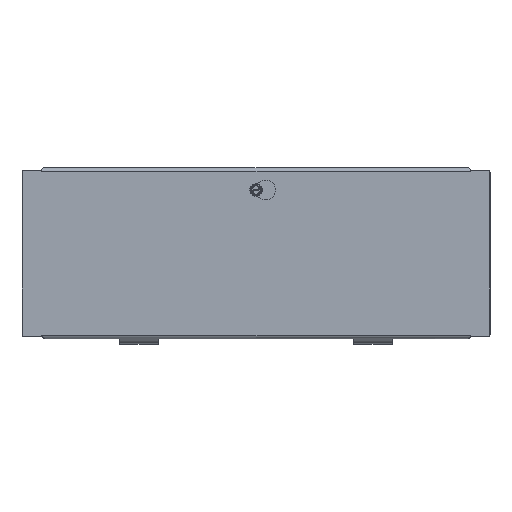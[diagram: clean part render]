
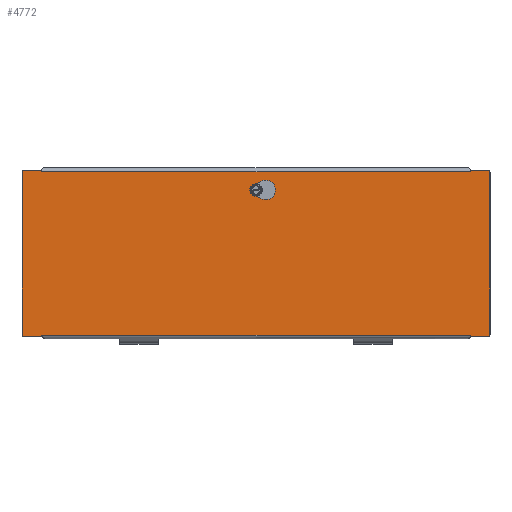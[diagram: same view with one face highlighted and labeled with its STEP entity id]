
A CAD part, top view. The second image highlights one B-rep face of the part: STEP entity #4772.
In plain terms, the highlighted planar face has unit normal (0, 0, 1).
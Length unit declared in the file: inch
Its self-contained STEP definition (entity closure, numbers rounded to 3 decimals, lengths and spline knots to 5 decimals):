
#399=LINE('',#7493,#848);
#403=LINE('',#7505,#852);
#406=LINE('',#7512,#855);
#408=LINE('',#7518,#857);
#411=LINE('',#7525,#860);
#415=LINE('',#7532,#864);
#417=LINE('',#7536,#866);
#418=LINE('',#7538,#867);
#419=LINE('',#7540,#868);
#420=LINE('',#7542,#869);
#421=LINE('',#7544,#870);
#422=LINE('',#7546,#871);
#423=LINE('',#7548,#872);
#424=LINE('',#7550,#873);
#425=LINE('',#7552,#874);
#426=LINE('',#7553,#875);
#427=LINE('',#7555,#876);
#428=LINE('',#7557,#877);
#429=LINE('',#7559,#878);
#430=LINE('',#7561,#879);
#431=LINE('',#7563,#880);
#432=LINE('',#7564,#881);
#848=VECTOR('',#5983,0.21651);
#852=VECTOR('',#5995,0.21651);
#855=VECTOR('',#6006,11.);
#857=VECTOR('',#6014,0.0002);
#860=VECTOR('',#6019,0.03145);
#864=VECTOR('',#6025,0.0002);
#866=VECTOR('',#6029,0.0002);
#867=VECTOR('',#6030,0.0002);
#868=VECTOR('',#6031,0.03145);
#869=VECTOR('',#6032,0.4998);
#870=VECTOR('',#6033,4.255);
#871=VECTOR('',#6034,0.4998);
#872=VECTOR('',#6035,0.03145);
#873=VECTOR('',#6036,0.0002);
#874=VECTOR('',#6037,0.0002);
#875=VECTOR('',#6038,11.);
#876=VECTOR('',#6039,0.0002);
#877=VECTOR('',#6040,0.0002);
#878=VECTOR('',#6041,0.03145);
#879=VECTOR('',#6042,0.4998);
#880=VECTOR('',#6043,4.255);
#881=VECTOR('',#6044,0.4998);
#1131=PLANE('',#5111);
#1246=FACE_BOUND('',#1740,.T.);
#1423=FACE_OUTER_BOUND('',#1739,.T.);
#1739=EDGE_LOOP('',(#3825,#3826,#3827,#3828,#3829,#3830,#3831,#3832,#3833,
#3834,#3835,#3836,#3837,#3838,#3839,#3840,#3841,#3842,#3843,#3844));
#1740=EDGE_LOOP('',(#3845,#3846,#3847,#3848));
#1976=CIRCLE('',#5100,0.25);
#1978=CIRCLE('',#5104,0.125);
#2252=VERTEX_POINT('',#7328);
#2274=VERTEX_POINT('',#7441);
#2277=VERTEX_POINT('',#7454);
#2288=VERTEX_POINT('',#7490);
#2289=VERTEX_POINT('',#7492);
#2291=VERTEX_POINT('',#7498);
#2293=VERTEX_POINT('',#7504);
#2294=VERTEX_POINT('',#7517);
#2296=VERTEX_POINT('',#7523);
#2297=VERTEX_POINT('',#7524);
#2300=VERTEX_POINT('',#7535);
#2301=VERTEX_POINT('',#7537);
#2302=VERTEX_POINT('',#7539);
#2303=VERTEX_POINT('',#7541);
#2304=VERTEX_POINT('',#7543);
#2305=VERTEX_POINT('',#7545);
#2306=VERTEX_POINT('',#7547);
#2307=VERTEX_POINT('',#7549);
#2308=VERTEX_POINT('',#7551);
#2309=VERTEX_POINT('',#7554);
#2310=VERTEX_POINT('',#7556);
#2311=VERTEX_POINT('',#7558);
#2312=VERTEX_POINT('',#7560);
#2313=VERTEX_POINT('',#7562);
#2829=EDGE_CURVE('',#2289,#2288,#399,.T.);
#2832=EDGE_CURVE('',#2291,#2289,#1976,.T.);
#2835=EDGE_CURVE('',#2293,#2291,#403,.T.);
#2838=EDGE_CURVE('',#2288,#2293,#1978,.T.);
#2840=EDGE_CURVE('',#2252,#2277,#406,.T.);
#2842=EDGE_CURVE('',#2294,#2252,#408,.T.);
#2845=EDGE_CURVE('',#2296,#2297,#411,.T.);
#2849=EDGE_CURVE('',#2297,#2294,#415,.T.);
#2851=EDGE_CURVE('',#2277,#2300,#417,.T.);
#2852=EDGE_CURVE('',#2300,#2301,#418,.T.);
#2853=EDGE_CURVE('',#2301,#2302,#419,.T.);
#2854=EDGE_CURVE('',#2303,#2302,#420,.T.);
#2855=EDGE_CURVE('',#2304,#2303,#421,.T.);
#2856=EDGE_CURVE('',#2305,#2304,#422,.T.);
#2857=EDGE_CURVE('',#2305,#2306,#423,.T.);
#2858=EDGE_CURVE('',#2306,#2307,#424,.T.);
#2859=EDGE_CURVE('',#2307,#2308,#425,.T.);
#2860=EDGE_CURVE('',#2308,#2274,#426,.T.);
#2861=EDGE_CURVE('',#2274,#2309,#427,.T.);
#2862=EDGE_CURVE('',#2309,#2310,#428,.T.);
#2863=EDGE_CURVE('',#2310,#2311,#429,.T.);
#2864=EDGE_CURVE('',#2312,#2311,#430,.T.);
#2865=EDGE_CURVE('',#2313,#2312,#431,.T.);
#2866=EDGE_CURVE('',#2296,#2313,#432,.T.);
#3825=ORIENTED_EDGE('',*,*,#2845,.T.);
#3826=ORIENTED_EDGE('',*,*,#2849,.T.);
#3827=ORIENTED_EDGE('',*,*,#2842,.T.);
#3828=ORIENTED_EDGE('',*,*,#2840,.T.);
#3829=ORIENTED_EDGE('',*,*,#2851,.T.);
#3830=ORIENTED_EDGE('',*,*,#2852,.T.);
#3831=ORIENTED_EDGE('',*,*,#2853,.T.);
#3832=ORIENTED_EDGE('',*,*,#2854,.F.);
#3833=ORIENTED_EDGE('',*,*,#2855,.F.);
#3834=ORIENTED_EDGE('',*,*,#2856,.F.);
#3835=ORIENTED_EDGE('',*,*,#2857,.T.);
#3836=ORIENTED_EDGE('',*,*,#2858,.T.);
#3837=ORIENTED_EDGE('',*,*,#2859,.T.);
#3838=ORIENTED_EDGE('',*,*,#2860,.T.);
#3839=ORIENTED_EDGE('',*,*,#2861,.T.);
#3840=ORIENTED_EDGE('',*,*,#2862,.T.);
#3841=ORIENTED_EDGE('',*,*,#2863,.T.);
#3842=ORIENTED_EDGE('',*,*,#2864,.F.);
#3843=ORIENTED_EDGE('',*,*,#2865,.F.);
#3844=ORIENTED_EDGE('',*,*,#2866,.F.);
#3845=ORIENTED_EDGE('',*,*,#2829,.T.);
#3846=ORIENTED_EDGE('',*,*,#2838,.T.);
#3847=ORIENTED_EDGE('',*,*,#2835,.T.);
#3848=ORIENTED_EDGE('',*,*,#2832,.T.);
#4772=ADVANCED_FACE('',(#1423,#1246),#1131,.T.);
#5100=AXIS2_PLACEMENT_3D('',#7499,#5989,#5990);
#5104=AXIS2_PLACEMENT_3D('',#7509,#6001,#6002);
#5111=AXIS2_PLACEMENT_3D('',#7534,#6027,#6028);
#5983=DIRECTION('',(0.866,-0.5,0.));
#5989=DIRECTION('center_axis',(0.,0.,-1.));
#5990=DIRECTION('ref_axis',(0.5,0.866,0.));
#5995=DIRECTION('',(-0.866,-0.5,0.));
#6001=DIRECTION('center_axis',(0.,0.,-1.));
#6002=DIRECTION('ref_axis',(0.5,-0.866,0.));
#6006=DIRECTION('',(-1.,0.,0.));
#6014=DIRECTION('',(0.,1.,0.));
#6019=DIRECTION('',(0.,-1.,0.));
#6025=DIRECTION('',(-1.,0.,0.));
#6027=DIRECTION('center_axis',(0.,0.,1.));
#6028=DIRECTION('ref_axis',(1.,0.,0.));
#6029=DIRECTION('',(0.,-1.,0.));
#6030=DIRECTION('',(-1.,0.,0.));
#6031=DIRECTION('',(0.,1.,0.));
#6032=DIRECTION('',(1.,0.,0.));
#6033=DIRECTION('',(0.,1.,0.));
#6034=DIRECTION('',(-1.,0.,0.));
#6035=DIRECTION('',(0.,1.,0.));
#6036=DIRECTION('',(1.,0.,0.));
#6037=DIRECTION('',(0.,-1.,0.));
#6038=DIRECTION('',(1.,0.,0.));
#6039=DIRECTION('',(0.,1.,0.));
#6040=DIRECTION('',(1.,0.,0.));
#6041=DIRECTION('',(0.,-1.,0.));
#6042=DIRECTION('',(-1.,0.,0.));
#6043=DIRECTION('',(0.,-1.,0.));
#6044=DIRECTION('',(1.,0.,0.));
#7328=CARTESIAN_POINT('',(11.5,4.22375,0.0625));
#7441=CARTESIAN_POINT('',(11.5,0.03125,0.0625));
#7454=CARTESIAN_POINT('',(0.5,4.22375,0.0625));
#7490=CARTESIAN_POINT('',(6.0625,0.60897,0.0625));
#7492=CARTESIAN_POINT('',(5.875,0.71722,0.0625));
#7493=CARTESIAN_POINT('',(5.71029,0.81232,0.0625));
#7498=CARTESIAN_POINT('',(5.875,0.28421,0.0625));
#7499=CARTESIAN_POINT('Origin',(5.75,0.50072,0.0625));
#7504=CARTESIAN_POINT('',(6.0625,0.39246,0.0625));
#7505=CARTESIAN_POINT('',(6.32096,0.54168,0.0625));
#7509=CARTESIAN_POINT('Origin',(6.,0.50072,0.0625));
#7512=CARTESIAN_POINT('',(8.75,4.22375,0.0625));
#7517=CARTESIAN_POINT('',(11.5,4.22355,0.0625));
#7518=CARTESIAN_POINT('',(11.5,3.17553,0.0625));
#7523=CARTESIAN_POINT('',(11.5002,4.255,0.0625));
#7524=CARTESIAN_POINT('',(11.5002,4.22355,0.0625));
#7525=CARTESIAN_POINT('',(11.5002,3.19125,0.0625));
#7532=CARTESIAN_POINT('',(8.7501,4.22355,0.0625));
#7534=CARTESIAN_POINT('Origin',(6.,2.1275,0.0625));
#7535=CARTESIAN_POINT('',(0.5,4.22355,0.0625));
#7536=CARTESIAN_POINT('',(0.5,3.19125,0.0625));
#7537=CARTESIAN_POINT('',(0.4998,4.22355,0.0625));
#7538=CARTESIAN_POINT('',(3.25,4.22355,0.0625));
#7539=CARTESIAN_POINT('',(0.4998,4.255,0.0625));
#7540=CARTESIAN_POINT('',(0.4998,3.17553,0.0625));
#7541=CARTESIAN_POINT('',(0.,4.255,0.0625));
#7542=CARTESIAN_POINT('',(12.,4.255,0.0625));
#7543=CARTESIAN_POINT('',(0.,0.,0.0625));
#7544=CARTESIAN_POINT('',(0.,4.255,0.0625));
#7545=CARTESIAN_POINT('',(0.4998,0.,0.0625));
#7546=CARTESIAN_POINT('',(0.,0.,0.0625));
#7547=CARTESIAN_POINT('',(0.4998,0.03145,0.0625));
#7548=CARTESIAN_POINT('',(0.4998,1.06375,0.0625));
#7549=CARTESIAN_POINT('',(0.5,0.03145,0.0625));
#7550=CARTESIAN_POINT('',(3.2499,0.03145,0.0625));
#7551=CARTESIAN_POINT('',(0.5,0.03125,0.0625));
#7552=CARTESIAN_POINT('',(0.5,1.07948,0.0625));
#7553=CARTESIAN_POINT('',(3.25,0.03125,0.0625));
#7554=CARTESIAN_POINT('',(11.5,0.03145,0.0625));
#7555=CARTESIAN_POINT('',(11.5,1.06375,0.0625));
#7556=CARTESIAN_POINT('',(11.5002,0.03145,0.0625));
#7557=CARTESIAN_POINT('',(8.75,0.03145,0.0625));
#7558=CARTESIAN_POINT('',(11.5002,0.,0.0625));
#7559=CARTESIAN_POINT('',(11.5002,1.07948,0.0625));
#7560=CARTESIAN_POINT('',(12.,0.,0.0625));
#7561=CARTESIAN_POINT('',(0.,0.,0.0625));
#7562=CARTESIAN_POINT('',(12.,4.255,0.0625));
#7563=CARTESIAN_POINT('',(12.,0.,0.0625));
#7564=CARTESIAN_POINT('',(12.,4.255,0.0625));
